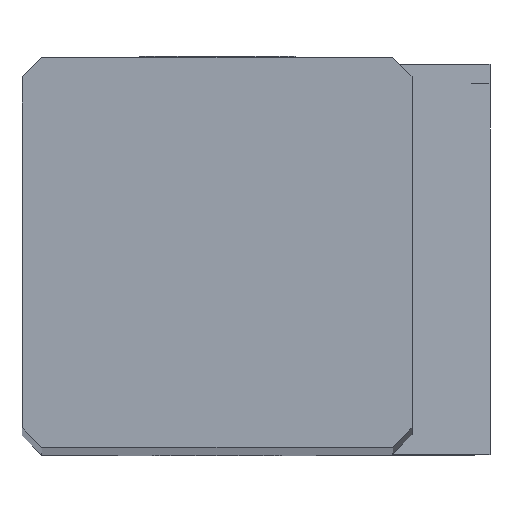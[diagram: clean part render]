
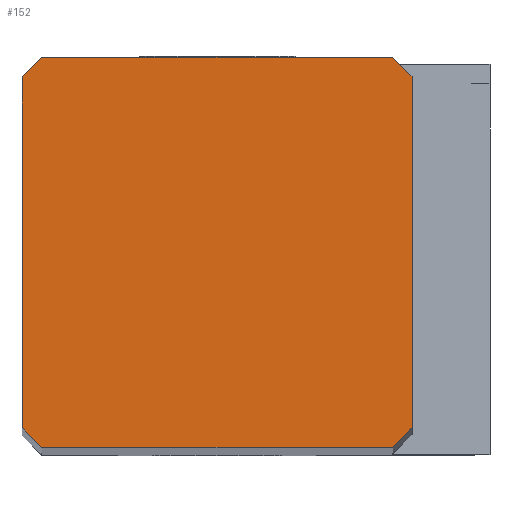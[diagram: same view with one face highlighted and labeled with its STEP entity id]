
A CAD part, top view. The second image highlights one B-rep face of the part: STEP entity #152.
In plain terms, the highlighted planar face has unit normal (0, 0, 1).
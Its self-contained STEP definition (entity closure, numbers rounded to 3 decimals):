
#99=FACE_OUTER_BOUND('',#282,.T.);
#152=ADVANCED_FACE('',(#99),#207,.T.);
#207=PLANE('',#1143);
#282=EDGE_LOOP('',(#362,#363,#364,#365,#366,#367,#368,#369));
#362=ORIENTED_EDGE('',*,*,#763,.F.);
#363=ORIENTED_EDGE('',*,*,#764,.T.);
#364=ORIENTED_EDGE('',*,*,#765,.T.);
#365=ORIENTED_EDGE('',*,*,#766,.T.);
#366=ORIENTED_EDGE('',*,*,#762,.F.);
#367=ORIENTED_EDGE('',*,*,#750,.T.);
#368=ORIENTED_EDGE('',*,*,#746,.T.);
#369=ORIENTED_EDGE('',*,*,#767,.T.);
#644=VERTEX_POINT('',#1570);
#645=VERTEX_POINT('',#1572);
#648=VERTEX_POINT('',#1580);
#656=VERTEX_POINT('',#1599);
#658=VERTEX_POINT('',#1606);
#659=VERTEX_POINT('',#1607);
#660=VERTEX_POINT('',#1609);
#661=VERTEX_POINT('',#1611);
#746=EDGE_CURVE('',#645,#644,#898,.T.);
#750=EDGE_CURVE('',#648,#645,#900,.T.);
#762=EDGE_CURVE('',#648,#656,#911,.T.);
#763=EDGE_CURVE('',#658,#659,#912,.T.);
#764=EDGE_CURVE('',#658,#660,#913,.T.);
#765=EDGE_CURVE('',#660,#661,#914,.T.);
#766=EDGE_CURVE('',#661,#656,#915,.T.);
#767=EDGE_CURVE('',#644,#659,#916,.T.);
#898=LINE('',#1571,#983);
#900=LINE('',#1579,#985);
#911=LINE('',#1603,#996);
#912=LINE('',#1605,#997);
#913=LINE('',#1608,#998);
#914=LINE('',#1610,#999);
#915=LINE('',#1612,#1000);
#916=LINE('',#1613,#1001);
#983=VECTOR('',#1264,1.);
#985=VECTOR('',#1272,1.);
#996=VECTOR('',#1289,1.);
#997=VECTOR('',#1292,1.);
#998=VECTOR('',#1293,1.);
#999=VECTOR('',#1294,1.);
#1000=VECTOR('',#1295,1.);
#1001=VECTOR('',#1296,1.);
#1143=AXIS2_PLACEMENT_3D('',#1614,#1297,#1298);
#1264=DIRECTION('',(1.,0.,0.));
#1272=DIRECTION('',(0.707,-0.707,0.));
#1289=DIRECTION('',(0.,1.,0.));
#1292=DIRECTION('',(0.,-1.,0.));
#1293=DIRECTION('',(-0.707,0.707,0.));
#1294=DIRECTION('',(-1.,0.,0.));
#1295=DIRECTION('',(-0.707,-0.707,0.));
#1296=DIRECTION('',(0.707,0.707,0.));
#1297=DIRECTION('',(0.,0.,1.));
#1298=DIRECTION('',(1.,0.,0.));
#1570=CARTESIAN_POINT('',(-0.5,0.,0.));
#1571=CARTESIAN_POINT('',(-9.5,0.,0.));
#1572=CARTESIAN_POINT('',(-9.5,0.,0.));
#1579=CARTESIAN_POINT('',(-10.,0.5,0.));
#1580=CARTESIAN_POINT('',(-10.,0.5,0.));
#1599=CARTESIAN_POINT('',(-10.,9.5,0.));
#1603=CARTESIAN_POINT('',(-10.,0.5,0.));
#1605=CARTESIAN_POINT('',(0.,9.5,0.));
#1606=CARTESIAN_POINT('',(0.,9.5,0.));
#1607=CARTESIAN_POINT('',(0.,0.5,0.));
#1608=CARTESIAN_POINT('',(0.,9.5,0.));
#1609=CARTESIAN_POINT('',(-0.5,10.,0.));
#1610=CARTESIAN_POINT('',(-0.5,10.,0.));
#1611=CARTESIAN_POINT('',(-9.5,10.,0.));
#1612=CARTESIAN_POINT('',(-9.5,10.,0.));
#1613=CARTESIAN_POINT('',(-0.5,0.,0.));
#1614=CARTESIAN_POINT('',(-5.,5.,0.));
